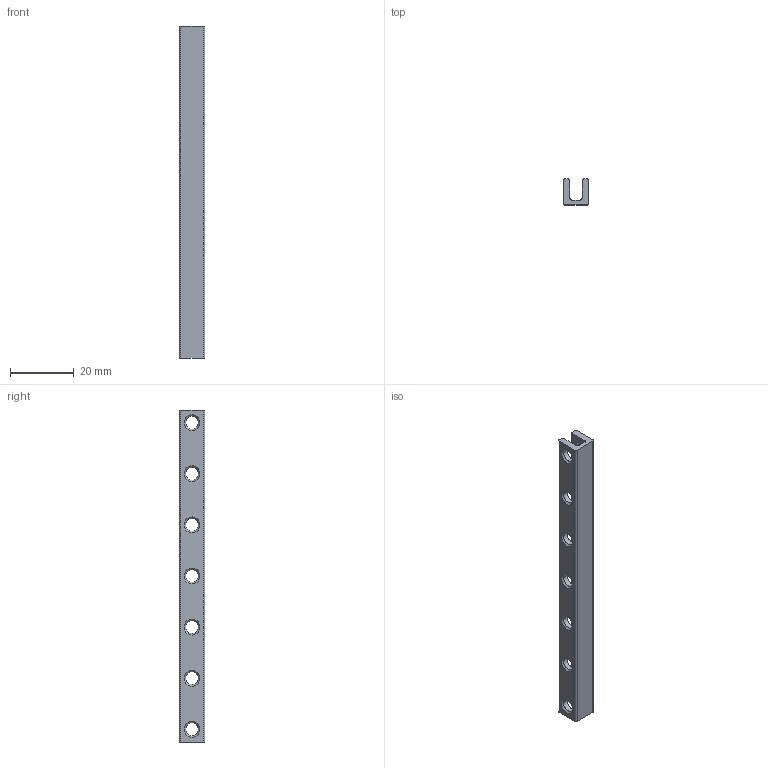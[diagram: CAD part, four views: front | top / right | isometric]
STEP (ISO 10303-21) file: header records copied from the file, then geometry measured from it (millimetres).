
FILE_DESCRIPTION (( 'STEP AP214' ), '1' );
FILE_NAME ('Beam0808-104µ¥¿×Áº.STEP', '2016-10-27T03:06:22', ( 'dell' ), ( '' ), 'SwSTEP 2.0', 'SolidWorks 2013', '' );
FILE_SCHEMA (( 'AUTOMOTIVE_DESIGN' ));
Length unit declared in the file: millimetre
Products named in the file (1): Beam0808-104等謂褽
Bounding box: 8 x 8 x 104 mm (x, y, z)
Volume: 3632.1 mm3; surface area: 4570.3 mm2
Topology: 1 solids, 1 shells, 74 faces, 216 edges, 144 vertices
Faces by surface type: cylinder 36, cone 28, plane 10
Entity records: 2618 total; most frequent: DIRECTION 494, CARTESIAN_POINT 435, ORIENTED_EDGE 432, EDGE_CURVE 216, AXIS2_PLACEMENT_3D 203, VERTEX_POINT 144, CIRCLE 128, EDGE_LOOP 102
